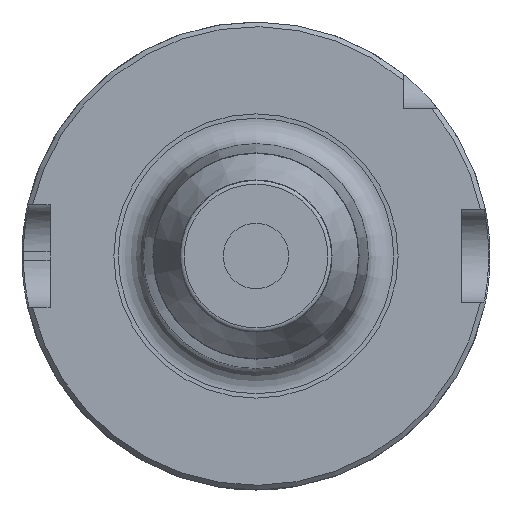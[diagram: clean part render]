
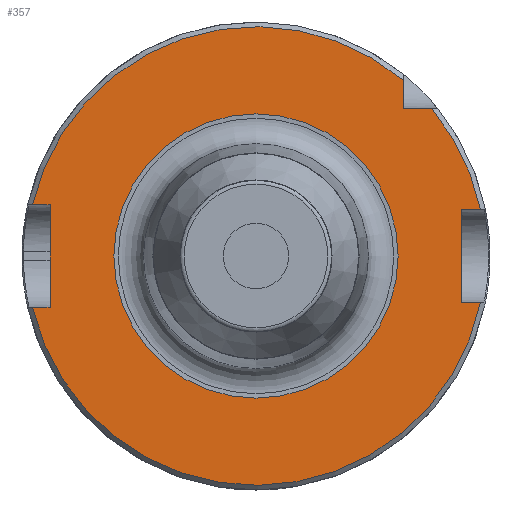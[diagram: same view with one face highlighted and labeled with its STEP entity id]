
A CAD part, left-side view. The second image highlights one B-rep face of the part: STEP entity #357.
In plain terms, the highlighted planar face has unit normal (-1, 0, 0).
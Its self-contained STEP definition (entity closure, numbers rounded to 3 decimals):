
#93=LINE('',#2363,#152);
#94=LINE('',#2365,#153);
#95=LINE('',#2367,#154);
#96=LINE('',#2371,#155);
#97=LINE('',#2373,#156);
#98=LINE('',#2375,#157);
#99=LINE('',#2376,#158);
#100=LINE('',#2378,#159);
#152=VECTOR('',#1683,1.);
#153=VECTOR('',#1684,1.);
#154=VECTOR('',#1685,1.);
#155=VECTOR('',#1688,1.);
#156=VECTOR('',#1689,1.);
#157=VECTOR('',#1690,1.);
#158=VECTOR('',#1691,1.);
#159=VECTOR('',#1692,1.);
#289=FACE_BOUND('',#535,.T.);
#290=FACE_BOUND('',#536,.T.);
#357=ADVANCED_FACE('',(#289,#290),#427,.F.);
#427=PLANE('',#1469);
#535=EDGE_LOOP('',(#717,#718,#719,#720,#721,#722,#723,#724,#725,#726,#727));
#536=EDGE_LOOP('',(#728));
#717=ORIENTED_EDGE('',*,*,#1226,.F.);
#718=ORIENTED_EDGE('',*,*,#1227,.F.);
#719=ORIENTED_EDGE('',*,*,#1228,.F.);
#720=ORIENTED_EDGE('',*,*,#1229,.T.);
#721=ORIENTED_EDGE('',*,*,#1230,.F.);
#722=ORIENTED_EDGE('',*,*,#1231,.F.);
#723=ORIENTED_EDGE('',*,*,#1232,.F.);
#724=ORIENTED_EDGE('',*,*,#1156,.T.);
#725=ORIENTED_EDGE('',*,*,#1233,.F.);
#726=ORIENTED_EDGE('',*,*,#1234,.F.);
#727=ORIENTED_EDGE('',*,*,#1160,.T.);
#728=ORIENTED_EDGE('',*,*,#1235,.F.);
#1016=VERTEX_POINT('',#1949);
#1019=VERTEX_POINT('',#1961);
#1023=VERTEX_POINT('',#1976);
#1024=VERTEX_POINT('',#1978);
#1073=VERTEX_POINT('',#2364);
#1074=VERTEX_POINT('',#2366);
#1075=VERTEX_POINT('',#2368);
#1076=VERTEX_POINT('',#2370);
#1077=VERTEX_POINT('',#2372);
#1078=VERTEX_POINT('',#2374);
#1079=VERTEX_POINT('',#2377);
#1080=VERTEX_POINT('',#2380);
#1156=EDGE_CURVE('',#1016,#1019,#1347,.T.);
#1160=EDGE_CURVE('',#1024,#1023,#1349,.T.);
#1226=EDGE_CURVE('',#1073,#1023,#93,.T.);
#1227=EDGE_CURVE('',#1074,#1073,#94,.T.);
#1228=EDGE_CURVE('',#1075,#1074,#95,.T.);
#1229=EDGE_CURVE('',#1075,#1076,#1369,.T.);
#1230=EDGE_CURVE('',#1077,#1076,#96,.T.);
#1231=EDGE_CURVE('',#1078,#1077,#97,.T.);
#1232=EDGE_CURVE('',#1016,#1078,#98,.T.);
#1233=EDGE_CURVE('',#1079,#1019,#99,.T.);
#1234=EDGE_CURVE('',#1024,#1079,#100,.T.);
#1235=EDGE_CURVE('',#1080,#1080,#1370,.T.);
#1347=CIRCLE('',#1427,49.);
#1349=CIRCLE('',#1430,49.);
#1369=CIRCLE('',#1467,49.);
#1370=CIRCLE('',#1468,30.361);
#1427=AXIS2_PLACEMENT_3D('',#1962,#1587,#1588);
#1430=AXIS2_PLACEMENT_3D('',#1977,#1593,#1594);
#1467=AXIS2_PLACEMENT_3D('',#2369,#1686,#1687);
#1468=AXIS2_PLACEMENT_3D('',#2379,#1693,#1694);
#1469=AXIS2_PLACEMENT_3D('',#2381,#1695,#1696);
#1587=DIRECTION('',(-1.,0.,0.));
#1588=DIRECTION('',(0.,0.,-1.));
#1593=DIRECTION('',(-1.,0.,0.));
#1594=DIRECTION('',(0.,0.,-1.));
#1683=DIRECTION('',(0.,1.,0.));
#1684=DIRECTION('',(0.,0.,1.));
#1685=DIRECTION('',(0.,-1.,0.));
#1686=DIRECTION('',(-1.,0.,0.));
#1687=DIRECTION('',(0.,0.,-1.));
#1688=DIRECTION('',(0.,-1.,0.));
#1689=DIRECTION('',(0.,0.,-1.));
#1690=DIRECTION('',(0.,1.,0.));
#1691=DIRECTION('',(0.,-1.,0.));
#1692=DIRECTION('',(0.,0.,-1.));
#1693=DIRECTION('',(-1.,0.,0.));
#1694=DIRECTION('',(0.,0.,1.));
#1695=DIRECTION('',(1.,0.,0.));
#1696=DIRECTION('',(0.,0.,-1.));
#1949=CARTESIAN_POINT('',(131.,-47.969,10.));
#1961=CARTESIAN_POINT('',(131.,-37.533,31.5));
#1962=CARTESIAN_POINT('',(131.,0.,0.));
#1976=CARTESIAN_POINT('',(131.,47.749,11.));
#1977=CARTESIAN_POINT('',(131.,0.,0.));
#1978=CARTESIAN_POINT('',(131.,-31.5,37.533));
#2363=CARTESIAN_POINT('',(131.,60.5,11.));
#2364=CARTESIAN_POINT('',(131.,44.,11.));
#2365=CARTESIAN_POINT('',(131.,44.,-1.));
#2366=CARTESIAN_POINT('',(131.,44.,-11.));
#2367=CARTESIAN_POINT('',(131.,60.5,-11.));
#2368=CARTESIAN_POINT('',(131.,47.749,-11.));
#2369=CARTESIAN_POINT('',(131.,0.,0.));
#2370=CARTESIAN_POINT('',(131.,-47.969,-10.));
#2371=CARTESIAN_POINT('',(131.,-60.5,-10.));
#2372=CARTESIAN_POINT('',(131.,-44.,-10.));
#2373=CARTESIAN_POINT('',(131.,-44.,0.));
#2374=CARTESIAN_POINT('',(131.,-44.,10.));
#2375=CARTESIAN_POINT('',(131.,-60.5,10.));
#2376=CARTESIAN_POINT('',(131.,-60.5,31.5));
#2377=CARTESIAN_POINT('',(131.,-31.5,31.5));
#2378=CARTESIAN_POINT('',(131.,-31.5,41.5));
#2379=CARTESIAN_POINT('',(131.,0.,0.));
#2380=CARTESIAN_POINT('',(131.,0.,30.361));
#2381=CARTESIAN_POINT('',(131.,0.,45.85));
